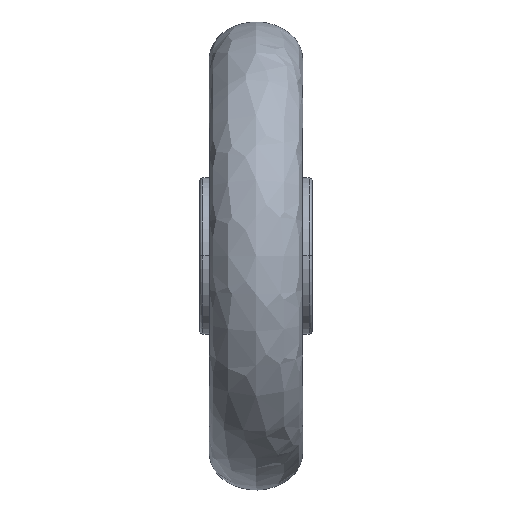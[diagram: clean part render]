
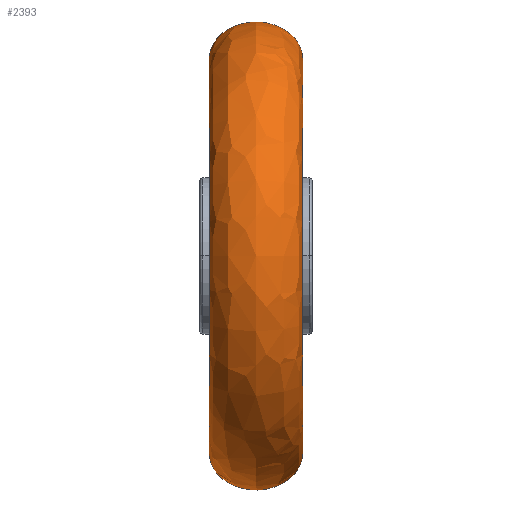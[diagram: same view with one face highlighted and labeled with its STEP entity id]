
A CAD part, top view. The second image highlights one B-rep face of the part: STEP entity #2393.
In plain terms, the highlighted free-form (B-spline) face has degree [3, 3] with [4, 4] control points.
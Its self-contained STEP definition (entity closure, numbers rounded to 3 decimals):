
#29 = CARTESIAN_POINT ( 'NONE',  ( 15., 87., 0. ) ) ;
#111 = CARTESIAN_POINT ( 'NONE',  ( 15., -63., 0. ) ) ;
#180 = CARTESIAN_POINT ( 'NONE',  ( -15., -87., 174. ) ) ;
#230 = AXIS2_PLACEMENT_3D ( 'NONE', #3293, #240, #1499 ) ;
#240 = DIRECTION ( 'NONE',  ( -1., 0., 0. ) ) ;
#287 = CARTESIAN_POINT ( 'NONE',  ( -15., 87., 0. ) ) ;
#304 = VERTEX_POINT ( 'NONE', #383 ) ;
#329 = CARTESIAN_POINT ( 'NONE',  ( -15., 63., 0. ) ) ;
#367 = CARTESIAN_POINT ( 'NONE',  ( 15., -87., 0. ) ) ;
#383 = CARTESIAN_POINT ( 'NONE',  ( 15., -63., 0. ) ) ;
#389 = CIRCLE ( 'NONE', #230, 63. ) ;
#409 = CARTESIAN_POINT ( 'NONE',  ( -15., 63., 0. ) ) ;
#451 =( BOUNDED_SURFACE ( )  B_SPLINE_SURFACE ( 3, 3, ( 
 ( #3203, #2331, #2292, #2614 ),
 ( #3221, #3244, #3269, #1413 ),
 ( #1120, #180, #1398, #3546 ),
 ( #2645, #476, #488, #2631 ) ),
 .UNSPECIFIED., .F., .F., .F. ) 
 B_SPLINE_SURFACE_WITH_KNOTS ( ( 4, 4 ),
 ( 4, 4 ),
 ( 0., 1. ),
 ( 0., 1. ),
 .UNSPECIFIED. ) 
 GEOMETRIC_REPRESENTATION_ITEM ( )  RATIONAL_B_SPLINE_SURFACE ( (
 ( 1., 0.333, 0.333, 1.),
 ( 0.333, 0.111, 0.111, 0.333),
 ( 0.333, 0.111, 0.111, 0.333),
 ( 1., 0.333, 0.333, 1.) ) ) 
 REPRESENTATION_ITEM ( '' )  SURFACE ( )  );
#476 = CARTESIAN_POINT ( 'NONE',  ( -15., -63., 126. ) ) ;
#488 = CARTESIAN_POINT ( 'NONE',  ( -15., 63., 126. ) ) ;
#580 = ORIENTED_EDGE ( 'NONE', *, *, #1004, .F. ) ;
#703 = CARTESIAN_POINT ( 'NONE',  ( -15., -87., 0. ) ) ;
#878 = VERTEX_POINT ( 'NONE', #409 ) ;
#1004 = EDGE_CURVE ( 'NONE', #2045, #878, #389, .T. ) ;
#1070 = VERTEX_POINT ( 'NONE', #2095 ) ;
#1120 = CARTESIAN_POINT ( 'NONE',  ( -15., -87., 0. ) ) ;
#1196 =( BOUNDED_CURVE ( )  B_SPLINE_CURVE ( 3, ( #111, #367, #703, #2509 ),
 .UNSPECIFIED., .F., .F. ) 
 B_SPLINE_CURVE_WITH_KNOTS ( ( 4, 4 ),
 ( 3.142, 6.283 ),
 .UNSPECIFIED. ) 
 CURVE ( )  GEOMETRIC_REPRESENTATION_ITEM ( )  RATIONAL_B_SPLINE_CURVE ( ( 1., 0.333, 0.333, 1. ) ) 
 REPRESENTATION_ITEM ( '' )  );
#1398 = CARTESIAN_POINT ( 'NONE',  ( -15., 87., 174. ) ) ;
#1401 = DIRECTION ( 'NONE',  ( 0., 0., 1. ) ) ;
#1413 = CARTESIAN_POINT ( 'NONE',  ( 15., 87., 0. ) ) ;
#1499 = DIRECTION ( 'NONE',  ( 0., 0., 1. ) ) ;
#1502 = FACE_OUTER_BOUND ( 'NONE', #1732, .T. ) ;
#1715 =( BOUNDED_CURVE ( )  B_SPLINE_CURVE ( 3, ( #1857, #29, #287, #329 ),
 .UNSPECIFIED., .F., .T. ) 
 B_SPLINE_CURVE_WITH_KNOTS ( ( 4, 4 ),
 ( 3.142, 6.283 ),
 .UNSPECIFIED. ) 
 CURVE ( )  GEOMETRIC_REPRESENTATION_ITEM ( )  RATIONAL_B_SPLINE_CURVE ( ( 1., 0.333, 0.333, 1. ) ) 
 REPRESENTATION_ITEM ( '' )  );
#1732 = EDGE_LOOP ( 'NONE', ( #3356, #3115, #2743, #580 ) ) ;
#1857 = CARTESIAN_POINT ( 'NONE',  ( 15., 63., 0. ) ) ;
#1867 = CARTESIAN_POINT ( 'NONE',  ( -15., -63., 0. ) ) ;
#2045 = VERTEX_POINT ( 'NONE', #1867 ) ;
#2095 = CARTESIAN_POINT ( 'NONE',  ( 15., 63., 0. ) ) ;
#2292 = CARTESIAN_POINT ( 'NONE',  ( 15., 63., 126. ) ) ;
#2331 = CARTESIAN_POINT ( 'NONE',  ( 15., -63., 126. ) ) ;
#2393 = ADVANCED_FACE ( 'NONE', ( #1502 ), #451, .F. ) ;
#2493 = EDGE_CURVE ( 'NONE', #304, #1070, #2738, .T. ) ;
#2509 = CARTESIAN_POINT ( 'NONE',  ( -15., -63., 0. ) ) ;
#2614 = CARTESIAN_POINT ( 'NONE',  ( 15., 63., 0. ) ) ;
#2631 = CARTESIAN_POINT ( 'NONE',  ( -15., 63., 0. ) ) ;
#2645 = CARTESIAN_POINT ( 'NONE',  ( -15., -63., 0. ) ) ;
#2738 = CIRCLE ( 'NONE', #3052, 63. ) ;
#2743 = ORIENTED_EDGE ( 'NONE', *, *, #3105, .T. ) ;
#2926 = CARTESIAN_POINT ( 'NONE',  ( 15., 0., 0. ) ) ;
#3052 = AXIS2_PLACEMENT_3D ( 'NONE', #2926, #3228, #1401 ) ;
#3105 = EDGE_CURVE ( 'NONE', #1070, #878, #1715, .T. ) ;
#3115 = ORIENTED_EDGE ( 'NONE', *, *, #2493, .T. ) ;
#3203 = CARTESIAN_POINT ( 'NONE',  ( 15., -63., 0. ) ) ;
#3221 = CARTESIAN_POINT ( 'NONE',  ( 15., -87., 0. ) ) ;
#3228 = DIRECTION ( 'NONE',  ( -1., 0., 0. ) ) ;
#3244 = CARTESIAN_POINT ( 'NONE',  ( 15., -87., 174. ) ) ;
#3269 = CARTESIAN_POINT ( 'NONE',  ( 15., 87., 174. ) ) ;
#3293 = CARTESIAN_POINT ( 'NONE',  ( -15., 0., 0. ) ) ;
#3356 = ORIENTED_EDGE ( 'NONE', *, *, #3443, .F. ) ;
#3443 = EDGE_CURVE ( 'NONE', #304, #2045, #1196, .T. ) ;
#3546 = CARTESIAN_POINT ( 'NONE',  ( -15., 87., 0. ) ) ;
